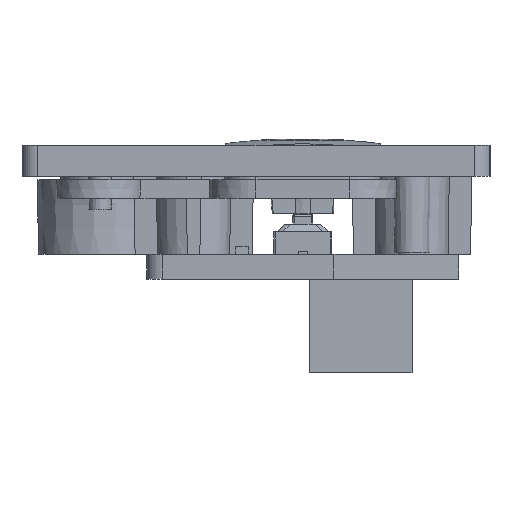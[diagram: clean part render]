
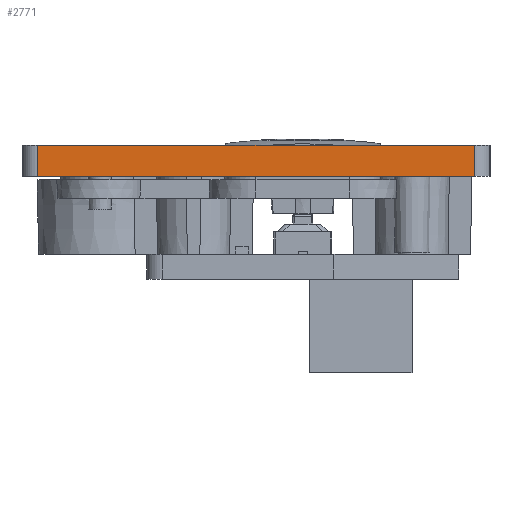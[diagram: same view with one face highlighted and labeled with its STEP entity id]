
A CAD part, left-side view. The second image highlights one B-rep face of the part: STEP entity #2771.
In plain terms, the highlighted planar face has unit normal (-1, 0, 0).
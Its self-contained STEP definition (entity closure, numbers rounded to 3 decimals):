
#1690=FACE_OUTER_BOUND('',#7346,.T.);
#2771=ADVANCED_FACE('',(#1690),#3419,.T.);
#3419=PLANE('',#18208);
#4548=LINE('',#31509,#5895);
#4549=LINE('',#31512,#5896);
#4550=LINE('',#31514,#5897);
#4551=LINE('',#31516,#5898);
#5895=VECTOR('',#21794,1.);
#5896=VECTOR('',#21795,1.);
#5897=VECTOR('',#21796,1.);
#5898=VECTOR('',#21797,1.);
#7346=EDGE_LOOP('',(#11434,#11435,#11436,#11437));
#11434=ORIENTED_EDGE('',*,*,#16050,.T.);
#11435=ORIENTED_EDGE('',*,*,#16051,.T.);
#11436=ORIENTED_EDGE('',*,*,#16052,.T.);
#11437=ORIENTED_EDGE('',*,*,#16053,.T.);
#13794=VERTEX_POINT('',#31510);
#13795=VERTEX_POINT('',#31511);
#13796=VERTEX_POINT('',#31513);
#13797=VERTEX_POINT('',#31515);
#16050=EDGE_CURVE('',#13794,#13795,#4548,.T.);
#16051=EDGE_CURVE('',#13795,#13796,#4549,.T.);
#16052=EDGE_CURVE('',#13796,#13797,#4550,.T.);
#16053=EDGE_CURVE('',#13797,#13794,#4551,.T.);
#18208=AXIS2_PLACEMENT_3D('',#31517,#21798,#21799);
#21794=DIRECTION('',(0.,1.,0.));
#21795=DIRECTION('',(0.,0.,-1.));
#21796=DIRECTION('',(0.,-1.,0.));
#21797=DIRECTION('',(0.,0.,1.));
#21798=DIRECTION('',(-1.,0.,0.));
#21799=DIRECTION('',(0.,-1.,0.));
#31509=CARTESIAN_POINT('',(-50.,174.381,-3.5));
#31510=CARTESIAN_POINT('',(-50.,-36.619,-3.5));
#31511=CARTESIAN_POINT('',(-50.,-8.619,-3.5));
#31512=CARTESIAN_POINT('',(-50.,-8.619,-43.8));
#31513=CARTESIAN_POINT('',(-50.,-8.619,-5.5));
#31514=CARTESIAN_POINT('',(-50.,-7.619,-5.5));
#31515=CARTESIAN_POINT('',(-50.,-36.619,-5.5));
#31516=CARTESIAN_POINT('',(-50.,-36.619,-43.8));
#31517=CARTESIAN_POINT('',(-50.,-7.619,-43.8));
